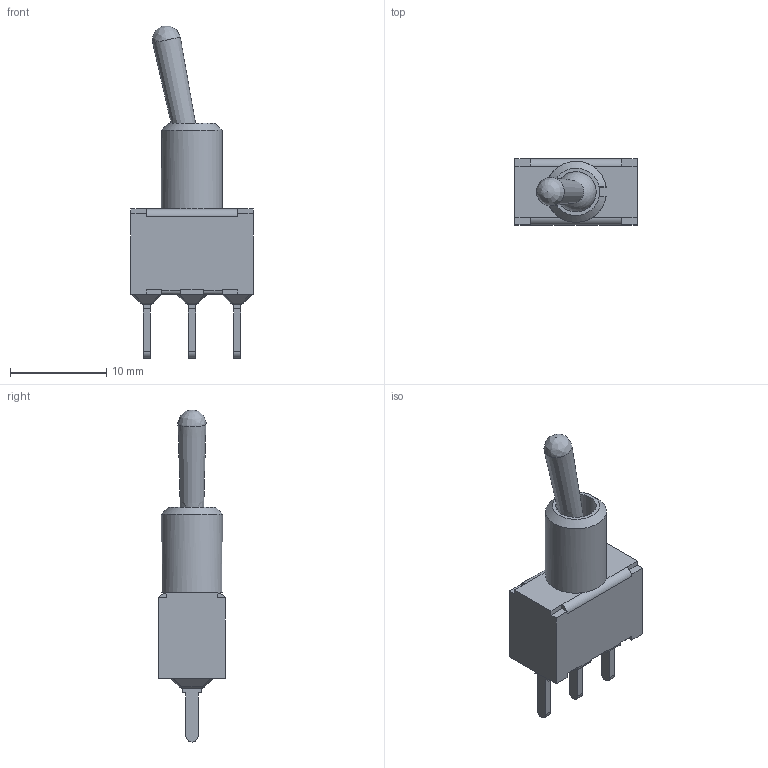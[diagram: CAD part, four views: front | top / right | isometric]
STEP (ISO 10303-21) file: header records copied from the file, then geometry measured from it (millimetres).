
FILE_DESCRIPTION((' '),'2;1');
FILE_NAME('100SPxT1B1M2xE.stp','2017-08-02T08:06:08',(' '),(' '),' ','ACIS',' ');
FILE_SCHEMA(('CONFIG_CONTROL_DESIGN'));
Length unit declared in the file: inch
Products named in the file (1): 100SPxT1B1M2xE.stp
Bounding box: 12.7 x 6.86 x 34.5 mm (x, y, z)
Volume: 1064 mm3; surface area: 1143 mm2
Topology: 1 solids, 5 shells, 199 faces, 494 edges, 305 vertices
Faces by surface type: plane 142, cylinder 40, sphere 13, cone 3, bspline 1
Full cylindrical faces by diameter (mm): 1.65 x1, 4.2 x1
Entity records: 5904 total; most frequent: CARTESIAN_POINT 1077, DIRECTION 974, ORIENTED_EDGE 968, EDGE_CURVE 484, VECTOR 378, LINE 378, VERTEX_POINT 301, AXIS2_PLACEMENT_3D 298
